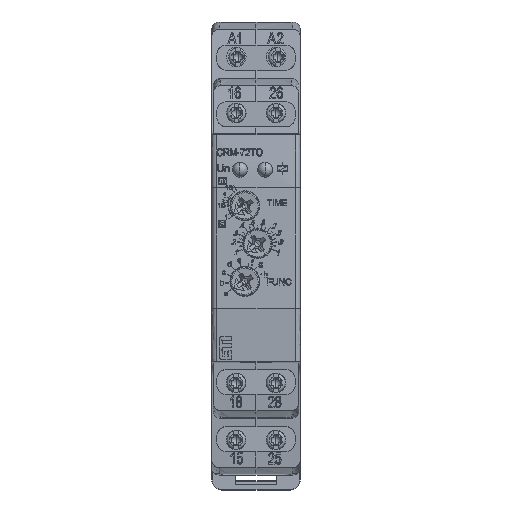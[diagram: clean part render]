
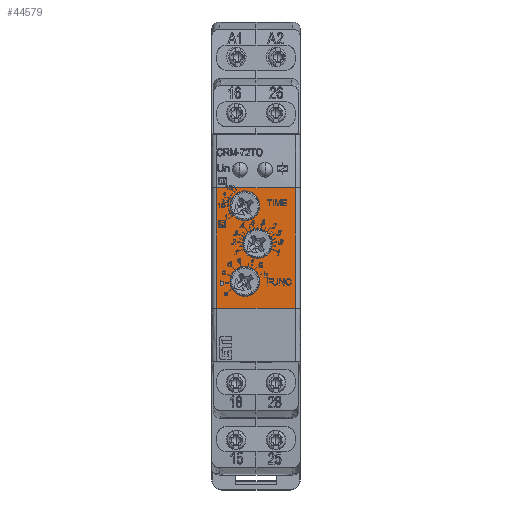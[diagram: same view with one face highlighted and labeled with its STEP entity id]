
A CAD part, top view. The second image highlights one B-rep face of the part: STEP entity #44579.
In plain terms, the highlighted planar face has unit normal (0, 0, 1).
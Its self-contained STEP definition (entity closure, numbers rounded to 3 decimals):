
#42297=DIRECTION('',(-1.,0.,0.));
#42298=VECTOR('',#42297,15.6);
#42299=CARTESIAN_POINT('',(7.8,-12.15,
32.466));
#42300=LINE('',#42299,#42298);
#42323=CARTESIAN_POINT('',(-2.2,-6.75,32.466));
#42324=DIRECTION('',(0.,0.,-1.));
#42325=DIRECTION('',(1.,0.,0.));
#42326=AXIS2_PLACEMENT_3D('',#42323,#42324,#42325);
#42331=CARTESIAN_POINT('',(-2.2,-6.75,32.466));
#42332=DIRECTION('',(0.,0.,-1.));
#42333=DIRECTION('',(0.,1.,0.));
#42334=AXIS2_PLACEMENT_3D('',#42331,#42332,#42333);
#42339=CARTESIAN_POINT('',(-2.2,-6.75,32.466));
#42340=DIRECTION('',(0.,0.,-1.));
#42341=DIRECTION('',(-1.,0.,0.));
#42342=AXIS2_PLACEMENT_3D('',#42339,#42340,#42341);
#42347=CARTESIAN_POINT('',(-2.2,-6.75,32.466));
#42348=DIRECTION('',(0.,0.,-1.));
#42349=DIRECTION('',(0.,-1.,0.));
#42350=AXIS2_PLACEMENT_3D('',#42347,#42348,#42349);
#42355=CARTESIAN_POINT('',(-2.2,8.25,32.466));
#42356=DIRECTION('',(0.,0.,-1.));
#42357=DIRECTION('',(1.,0.,0.));
#42358=AXIS2_PLACEMENT_3D('',#42355,#42356,#42357);
#42363=CARTESIAN_POINT('',(-2.2,8.25,32.466));
#42364=DIRECTION('',(0.,0.,-1.));
#42365=DIRECTION('',(0.,1.,0.));
#42366=AXIS2_PLACEMENT_3D('',#42363,#42364,#42365);
#42371=CARTESIAN_POINT('',(-2.2,8.25,32.466));
#42372=DIRECTION('',(0.,0.,-1.));
#42373=DIRECTION('',(-1.,0.,0.));
#42374=AXIS2_PLACEMENT_3D('',#42371,#42372,#42373);
#42379=CARTESIAN_POINT('',(-2.2,8.25,32.466));
#42380=DIRECTION('',(0.,0.,-1.));
#42381=DIRECTION('',(0.,-1.,0.));
#42382=AXIS2_PLACEMENT_3D('',#42379,#42380,#42381);
#42387=CARTESIAN_POINT('',(0.3,0.75,
32.466));
#42388=DIRECTION('',(0.,0.,-1.));
#42389=DIRECTION('',(-1.,0.,0.));
#42390=AXIS2_PLACEMENT_3D('',#42387,#42388,#42389);
#42395=CARTESIAN_POINT('',(0.3,0.75,
32.466));
#42396=DIRECTION('',(0.,0.,-1.));
#42397=DIRECTION('',(0.,-1.,0.));
#42398=AXIS2_PLACEMENT_3D('',#42395,#42396,#42397);
#42403=CARTESIAN_POINT('',(0.3,0.75,
32.466));
#42404=DIRECTION('',(0.,0.,-1.));
#42405=DIRECTION('',(1.,0.,0.));
#42406=AXIS2_PLACEMENT_3D('',#42403,#42404,#42405);
#42411=CARTESIAN_POINT('',(0.3,0.75,
32.466));
#42412=DIRECTION('',(0.,0.,-1.));
#42413=DIRECTION('',(0.,1.,0.));
#42414=AXIS2_PLACEMENT_3D('',#42411,#42412,#42413);
#42434=DIRECTION('',(0.,1.,0.));
#42435=VECTOR('',#42434,24.);
#42436=CARTESIAN_POINT('',(-7.8,-12.15,
32.466));
#42437=LINE('',#42436,#42435);
#42501=DIRECTION('',(1.,0.,0.));
#42502=VECTOR('',#42501,15.6);
#42503=CARTESIAN_POINT('',(-7.8,11.85,
32.466));
#42504=LINE('',#42503,#42502);
#42616=DIRECTION('',(0.,-1.,0.));
#42617=VECTOR('',#42616,24.);
#42618=CARTESIAN_POINT('',(7.8,11.85,32.466));
#42619=LINE('',#42618,#42617);
#43588=CARTESIAN_POINT('',(7.8,-12.15,
32.466));
#43589=CARTESIAN_POINT('',(-7.8,-12.15,
32.466));
#43590=VERTEX_POINT('',#43588);
#43591=VERTEX_POINT('',#43589);
#43592=CARTESIAN_POINT('',(-7.8,11.85,
32.466));
#43593=CARTESIAN_POINT('',(7.8,11.85,32.466));
#43594=VERTEX_POINT('',#43592);
#43595=VERTEX_POINT('',#43593);
#43654=CARTESIAN_POINT('',(-5.175,-6.75,32.466));
#43655=CARTESIAN_POINT('',(-2.2,-3.775,32.466));
#43656=VERTEX_POINT('',#43654);
#43657=VERTEX_POINT('',#43655);
#43658=CARTESIAN_POINT('',(0.775,-6.75,
32.466));
#43659=VERTEX_POINT('',#43658);
#43682=CARTESIAN_POINT('',(-2.2,-9.725,32.466));
#43683=VERTEX_POINT('',#43682);
#43686=CARTESIAN_POINT('',(-2.675,0.75,32.466));
#43687=CARTESIAN_POINT('',(0.3,3.725,
32.466));
#43688=VERTEX_POINT('',#43686);
#43689=VERTEX_POINT('',#43687);
#43690=CARTESIAN_POINT('',(3.275,0.75,32.466));
#43691=VERTEX_POINT('',#43690);
#43714=CARTESIAN_POINT('',(0.3,-2.225,
32.466));
#43715=VERTEX_POINT('',#43714);
#43718=CARTESIAN_POINT('',(-5.175,8.25,32.466));
#43719=CARTESIAN_POINT('',(-2.2,11.225,32.466));
#43720=VERTEX_POINT('',#43718);
#43721=VERTEX_POINT('',#43719);
#43722=CARTESIAN_POINT('',(0.775,8.25,
32.466));
#43723=VERTEX_POINT('',#43722);
#43746=CARTESIAN_POINT('',(-2.2,5.275,32.466));
#43747=VERTEX_POINT('',#43746);
#44535=CARTESIAN_POINT('',(9.48,-14.67,
32.466));
#44536=DIRECTION('',(0.,0.,1.));
#44537=DIRECTION('',(1.,0.,0.));
#44538=AXIS2_PLACEMENT_3D('',#44535,#44536,#44537);
#44539=PLANE('',#44538);
#44540=ORIENTED_EDGE('',*,*,#44519,.T.);
#44542=ORIENTED_EDGE('',*,*,#44541,.T.);
#44544=ORIENTED_EDGE('',*,*,#44543,.T.);
#44546=ORIENTED_EDGE('',*,*,#44545,.T.);
#44547=EDGE_LOOP('',(#44540,#44542,#44544,#44546));
#44548=FACE_OUTER_BOUND('',#44547,.F.);
#44550=ORIENTED_EDGE('',*,*,#44549,.F.);
#44552=ORIENTED_EDGE('',*,*,#44551,.F.);
#44554=ORIENTED_EDGE('',*,*,#44553,.F.);
#44556=ORIENTED_EDGE('',*,*,#44555,.F.);
#44557=EDGE_LOOP('',(#44550,#44552,#44554,#44556));
#44558=FACE_BOUND('',#44557,.F.);
#44560=ORIENTED_EDGE('',*,*,#44559,.F.);
#44562=ORIENTED_EDGE('',*,*,#44561,.F.);
#44564=ORIENTED_EDGE('',*,*,#44563,.F.);
#44566=ORIENTED_EDGE('',*,*,#44565,.F.);
#44567=EDGE_LOOP('',(#44560,#44562,#44564,#44566));
#44568=FACE_BOUND('',#44567,.F.);
#44570=ORIENTED_EDGE('',*,*,#44569,.F.);
#44572=ORIENTED_EDGE('',*,*,#44571,.F.);
#44574=ORIENTED_EDGE('',*,*,#44573,.F.);
#44576=ORIENTED_EDGE('',*,*,#44575,.F.);
#44577=EDGE_LOOP('',(#44570,#44572,#44574,#44576));
#44578=FACE_BOUND('',#44577,.F.);
#42327=CIRCLE('',#42326,2.975);
#42335=CIRCLE('',#42334,2.975);
#42343=CIRCLE('',#42342,2.975);
#42351=CIRCLE('',#42350,2.975);
#42359=CIRCLE('',#42358,2.975);
#42367=CIRCLE('',#42366,2.975);
#42375=CIRCLE('',#42374,2.975);
#42383=CIRCLE('',#42382,2.975);
#42391=CIRCLE('',#42390,2.975);
#42399=CIRCLE('',#42398,2.975);
#42407=CIRCLE('',#42406,2.975);
#42415=CIRCLE('',#42414,2.975);
#44519=EDGE_CURVE('',#43590,#43591,#42300,.T.);
#44541=EDGE_CURVE('',#43591,#43594,#42437,.T.);
#44543=EDGE_CURVE('',#43594,#43595,#42504,.T.);
#44545=EDGE_CURVE('',#43595,#43590,#42619,.T.);
#44549=EDGE_CURVE('',#43659,#43683,#42327,.T.);
#44551=EDGE_CURVE('',#43657,#43659,#42335,.T.);
#44553=EDGE_CURVE('',#43656,#43657,#42343,.T.);
#44555=EDGE_CURVE('',#43683,#43656,#42351,.T.);
#44559=EDGE_CURVE('',#43723,#43747,#42359,.T.);
#44561=EDGE_CURVE('',#43721,#43723,#42367,.T.);
#44563=EDGE_CURVE('',#43720,#43721,#42375,.T.);
#44565=EDGE_CURVE('',#43747,#43720,#42383,.T.);
#44569=EDGE_CURVE('',#43688,#43689,#42391,.T.);
#44571=EDGE_CURVE('',#43715,#43688,#42399,.T.);
#44573=EDGE_CURVE('',#43691,#43715,#42407,.T.);
#44575=EDGE_CURVE('',#43689,#43691,#42415,.T.);
#44579=ADVANCED_FACE('',(#44548,#44558,#44568,#44578),#44539,.T.);
